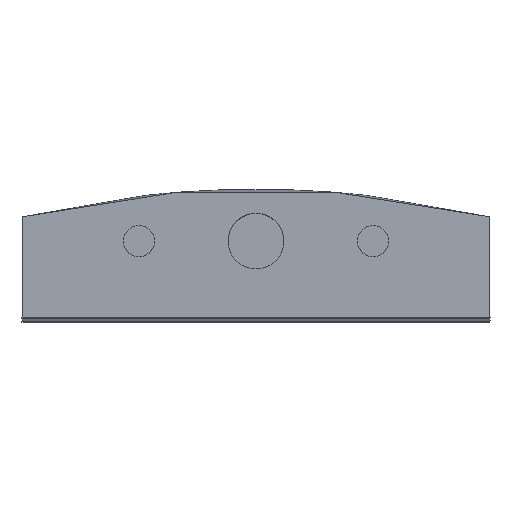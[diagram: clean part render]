
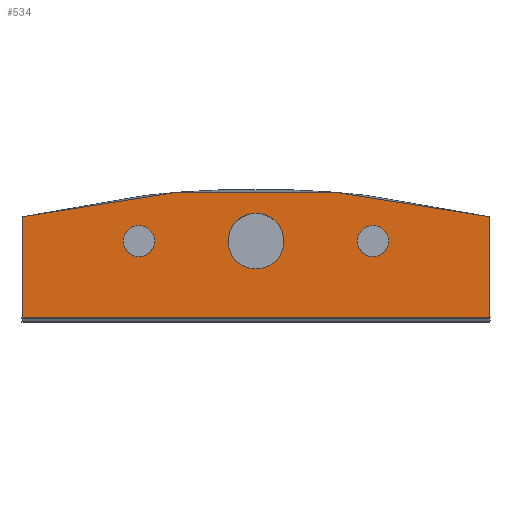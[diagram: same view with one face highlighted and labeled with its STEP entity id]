
A CAD part, top view. The second image highlights one B-rep face of the part: STEP entity #534.
In plain terms, the highlighted planar face has unit normal (0, 0, 1).
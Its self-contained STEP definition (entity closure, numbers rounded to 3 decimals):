
#16=FACE_BOUND('',#81,.T.);
#17=FACE_BOUND('',#82,.T.);
#18=FACE_BOUND('',#83,.T.);
#50=FACE_OUTER_BOUND('',#80,.T.);
#80=EDGE_LOOP('',(#415,#416,#417,#418));
#81=EDGE_LOOP('',(#419));
#82=EDGE_LOOP('',(#420));
#83=EDGE_LOOP('',(#421));
#103=CIRCLE('',#568,0.7);
#105=CIRCLE('',#572,0.7);
#107=CIRCLE('',#576,1.25);
#116=CIRCLE('',#595,45.);
#153=LINE('',#873,#202);
#155=LINE('',#879,#204);
#156=LINE('',#880,#205);
#202=VECTOR('',#713,10.);
#204=VECTOR('',#719,10.);
#205=VECTOR('',#720,10.);
#236=VERTEX_POINT('',#809);
#238=VERTEX_POINT('',#816);
#240=VERTEX_POINT('',#823);
#255=VERTEX_POINT('',#870);
#256=VERTEX_POINT('',#872);
#257=VERTEX_POINT('',#876);
#258=VERTEX_POINT('',#877);
#289=EDGE_CURVE('',#236,#236,#103,.T.);
#292=EDGE_CURVE('',#238,#238,#105,.T.);
#295=EDGE_CURVE('',#240,#240,#107,.T.);
#318=EDGE_CURVE('',#255,#256,#153,.T.);
#320=EDGE_CURVE('',#257,#258,#116,.T.);
#321=EDGE_CURVE('',#256,#258,#155,.T.);
#322=EDGE_CURVE('',#255,#257,#156,.T.);
#415=ORIENTED_EDGE('',*,*,#320,.T.);
#416=ORIENTED_EDGE('',*,*,#321,.F.);
#417=ORIENTED_EDGE('',*,*,#318,.F.);
#418=ORIENTED_EDGE('',*,*,#322,.T.);
#419=ORIENTED_EDGE('',*,*,#289,.T.);
#420=ORIENTED_EDGE('',*,*,#292,.T.);
#421=ORIENTED_EDGE('',*,*,#295,.T.);
#508=PLANE('',#594);
#534=ADVANCED_FACE('',(#50,#16,#17,#18),#508,.T.);
#568=AXIS2_PLACEMENT_3D('',#811,#645,#646);
#572=AXIS2_PLACEMENT_3D('',#818,#654,#655);
#576=AXIS2_PLACEMENT_3D('',#825,#663,#664);
#594=AXIS2_PLACEMENT_3D('',#875,#715,#716);
#595=AXIS2_PLACEMENT_3D('',#878,#717,#718);
#645=DIRECTION('center_axis',(0.,0.,-1.));
#646=DIRECTION('ref_axis',(-1.,0.,0.));
#654=DIRECTION('center_axis',(0.,0.,-1.));
#655=DIRECTION('ref_axis',(-1.,0.,0.));
#663=DIRECTION('center_axis',(0.,0.,-1.));
#664=DIRECTION('ref_axis',(1.,0.,0.));
#713=DIRECTION('',(-1.,0.,0.));
#715=DIRECTION('center_axis',(0.,0.,1.));
#716=DIRECTION('ref_axis',(1.,0.,0.));
#717=DIRECTION('center_axis',(0.,0.,1.));
#718=DIRECTION('ref_axis',(0.233,0.972,0.));
#719=DIRECTION('',(0.,1.,0.));
#720=DIRECTION('',(0.,1.,0.));
#809=CARTESIAN_POINT('',(-4.55,16.816,106.9));
#811=CARTESIAN_POINT('Origin',(-5.25,16.816,106.9));
#816=CARTESIAN_POINT('',(5.95,16.816,106.9));
#818=CARTESIAN_POINT('Origin',(5.25,16.816,106.9));
#823=CARTESIAN_POINT('',(-1.25,16.816,106.9));
#825=CARTESIAN_POINT('Origin',(0.,16.816,106.9));
#870=CARTESIAN_POINT('',(10.5,13.371,106.9));
#872=CARTESIAN_POINT('',(-10.5,13.371,106.9));
#873=CARTESIAN_POINT('',(10.5,13.371,106.9));
#875=CARTESIAN_POINT('Origin',(0.,16.261,106.9));
#876=CARTESIAN_POINT('',(10.5,17.908,106.9));
#877=CARTESIAN_POINT('',(-10.5,17.908,106.9));
#878=CARTESIAN_POINT('Origin',(0.,-25.85,106.9));
#879=CARTESIAN_POINT('',(-10.5,-21.22,106.9));
#880=CARTESIAN_POINT('',(10.5,-21.22,106.9));
